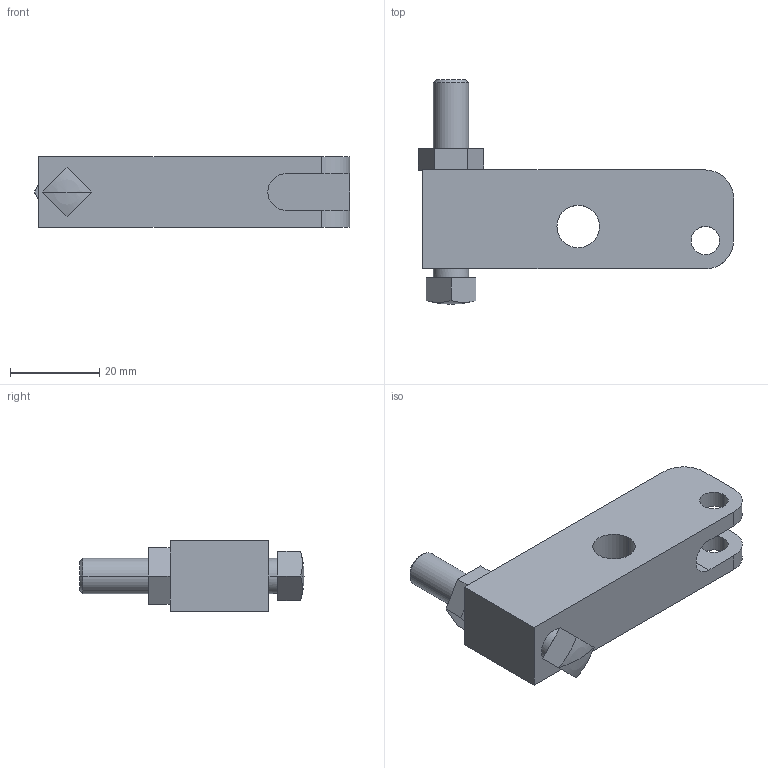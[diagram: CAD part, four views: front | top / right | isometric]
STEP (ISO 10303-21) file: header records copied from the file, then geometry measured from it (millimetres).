
FILE_DESCRIPTION((''),'2;1');
FILE_NAME('91600601','2004-10-13T',('KR'),(''),'PRO/ENGINEER BY PARAMETRIC TECHNOLOGY CORPORATION, 2004290','PRO/ENGINEER BY PARAMETRIC TECHNOLOGY CORPORATION, 2004290','');
FILE_SCHEMA(('CONFIG_CONTROL_DESIGN'));
Length unit declared in the file: inch
Products named in the file (1): 91600601
Bounding box: 70.83 x 50.42 x 15.88 mm (x, y, z)
Volume: 22870.5 mm3; surface area: 8141.6 mm2
Topology: 1 solids, 2 shells, 47 faces, 123 edges, 76 vertices
Faces by surface type: plane 25, cylinder 16, cone 4, sphere 2
Entity records: 1475 total; most frequent: DIRECTION 259, CARTESIAN_POINT 243, ORIENTED_EDGE 234, EDGE_CURVE 119, AXIS2_PLACEMENT_3D 92, VERTEX_POINT 76, VECTOR 75, LINE 75
